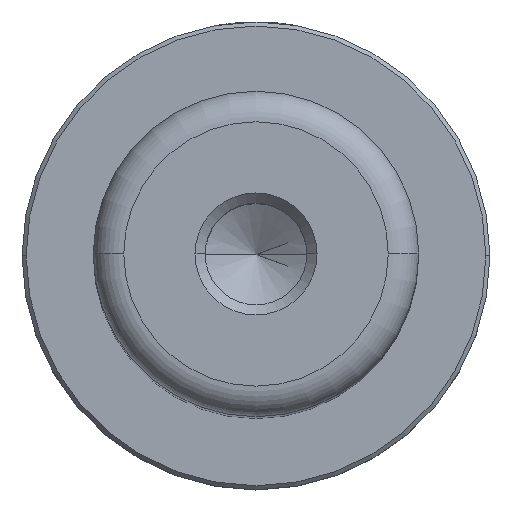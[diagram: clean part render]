
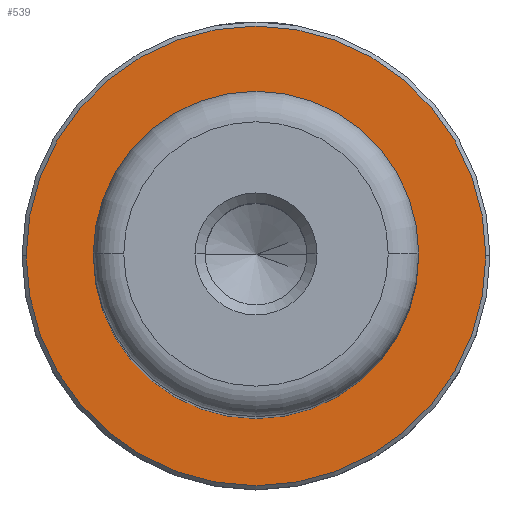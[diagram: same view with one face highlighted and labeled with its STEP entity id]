
A CAD part, top view. The second image highlights one B-rep face of the part: STEP entity #539.
In plain terms, the highlighted planar face has unit normal (0, 0, 1).
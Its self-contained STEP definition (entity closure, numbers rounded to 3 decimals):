
#68 = CARTESIAN_POINT ( 'NONE',  ( 0., 0., 15. ) ) ;
#162 = CARTESIAN_POINT ( 'NONE',  ( 0., 0., 15. ) ) ;
#178 = DIRECTION ( 'NONE',  ( 1., 0., 0. ) ) ;
#252 = DIRECTION ( 'NONE',  ( -1., 0., 0. ) ) ;
#253 = CARTESIAN_POINT ( 'NONE',  ( -11.3, 0., 15. ) ) ;
#262 = CIRCLE ( 'NONE', #1948, 11.3 ) ;
#318 = AXIS2_PLACEMENT_3D ( 'NONE', #162, #1297, #332 ) ;
#332 = DIRECTION ( 'NONE',  ( -1., 0., 0. ) ) ;
#428 = ORIENTED_EDGE ( 'NONE', *, *, #1867, .T. ) ;
#441 = VERTEX_POINT ( 'NONE', #253 ) ;
#539 = ADVANCED_FACE ( 'NONE', ( #1004, #805 ), #1524, .T. ) ;
#579 = EDGE_LOOP ( 'NONE', ( #1074, #428 ) ) ;
#588 = EDGE_LOOP ( 'NONE', ( #893, #1252 ) ) ;
#594 = EDGE_CURVE ( 'NONE', #441, #1285, #262, .T. ) ;
#672 = AXIS2_PLACEMENT_3D ( 'NONE', #68, #1212, #252 ) ;
#805 = FACE_BOUND ( 'NONE', #588, .T. ) ;
#878 = AXIS2_PLACEMENT_3D ( 'NONE', #2097, #1140, #178 ) ;
#893 = ORIENTED_EDGE ( 'NONE', *, *, #1075, .T. ) ;
#924 = CARTESIAN_POINT ( 'NONE',  ( 11.3, 0., 15. ) ) ;
#1004 = FACE_OUTER_BOUND ( 'NONE', #579, .T. ) ;
#1027 = DIRECTION ( 'NONE',  ( 1., 0., 0. ) ) ;
#1074 = ORIENTED_EDGE ( 'NONE', *, *, #594, .T. ) ;
#1075 = EDGE_CURVE ( 'NONE', #1383, #1457, #2014, .T. ) ;
#1077 = DIRECTION ( 'NONE',  ( 0., 0., 1. ) ) ;
#1082 = CARTESIAN_POINT ( 'NONE',  ( 0., 0., 15. ) ) ;
#1126 = CARTESIAN_POINT ( 'NONE',  ( -7.5, 0., 15. ) ) ;
#1140 = DIRECTION ( 'NONE',  ( 0., 0., 1. ) ) ;
#1212 = DIRECTION ( 'NONE',  ( 0., 0., -1. ) ) ;
#1252 = ORIENTED_EDGE ( 'NONE', *, *, #1372, .T. ) ;
#1285 = VERTEX_POINT ( 'NONE', #924 ) ;
#1297 = DIRECTION ( 'NONE',  ( 0., 0., -1. ) ) ;
#1372 = EDGE_CURVE ( 'NONE', #1457, #1383, #1800, .T. ) ;
#1383 = VERTEX_POINT ( 'NONE', #1126 ) ;
#1446 = CIRCLE ( 'NONE', #878, 11.3 ) ;
#1456 = DIRECTION ( 'NONE',  ( 1., 0., 0. ) ) ;
#1457 = VERTEX_POINT ( 'NONE', #1825 ) ;
#1524 = PLANE ( 'NONE',  #1857 ) ;
#1583 = CARTESIAN_POINT ( 'NONE',  ( 0., 0., 15. ) ) ;
#1756 = DIRECTION ( 'NONE',  ( 0., 0., 1. ) ) ;
#1800 = CIRCLE ( 'NONE', #318, 7.5 ) ;
#1825 = CARTESIAN_POINT ( 'NONE',  ( 7.5, 0., 15. ) ) ;
#1857 = AXIS2_PLACEMENT_3D ( 'NONE', #1583, #1756, #1456 ) ;
#1867 = EDGE_CURVE ( 'NONE', #1285, #441, #1446, .T. ) ;
#1948 = AXIS2_PLACEMENT_3D ( 'NONE', #1082, #1077, #1027 ) ;
#2014 = CIRCLE ( 'NONE', #672, 7.5 ) ;
#2097 = CARTESIAN_POINT ( 'NONE',  ( 0., 0., 15. ) ) ;
